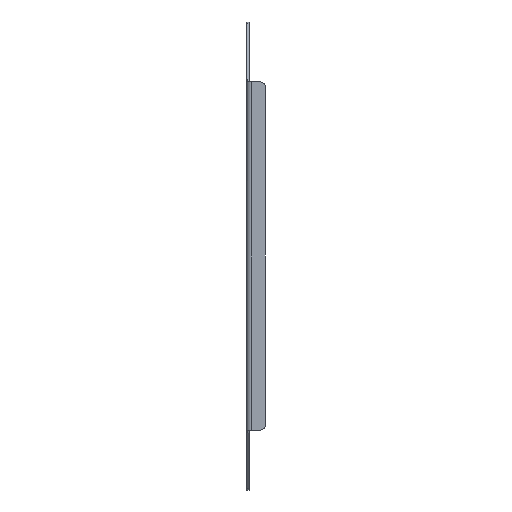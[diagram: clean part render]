
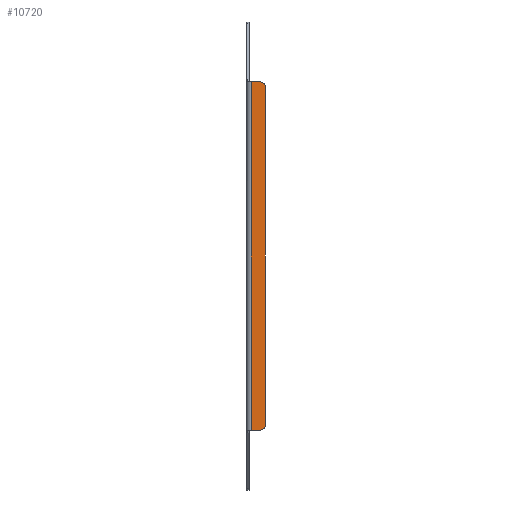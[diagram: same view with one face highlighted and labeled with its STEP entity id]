
A CAD part, left-side view. The second image highlights one B-rep face of the part: STEP entity #10720.
In plain terms, the highlighted planar face has unit normal (-1, 0, 0).
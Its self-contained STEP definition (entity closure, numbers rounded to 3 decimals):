
#93 = LINE ( 'NONE', #10309, #1228 ) ;
#425 = DIRECTION ( 'NONE',  ( 0., 0., 1. ) ) ;
#547 = CARTESIAN_POINT ( 'NONE',  ( -74.876, -8.626, 90. ) ) ;
#917 = CARTESIAN_POINT ( 'NONE',  ( -74.876, -8.626, -90. ) ) ;
#953 = EDGE_CURVE ( 'NONE', #2116, #9001, #4216, .T. ) ;
#1228 = VECTOR ( 'NONE', #5557, 1000. ) ;
#1255 = CARTESIAN_POINT ( 'NONE',  ( -74.876, -5.626, 90. ) ) ;
#1760 = ORIENTED_EDGE ( 'NONE', *, *, #8811, .T. ) ;
#1858 = DIRECTION ( 'NONE',  ( 0., 0., 1. ) ) ;
#2077 = DIRECTION ( 'NONE',  ( -1., 0., 0. ) ) ;
#2116 = VERTEX_POINT ( 'NONE', #9506 ) ;
#2193 = DIRECTION ( 'NONE',  ( 0., 0., 1. ) ) ;
#2200 = FACE_OUTER_BOUND ( 'NONE', #9409, .T. ) ;
#2690 = EDGE_CURVE ( 'NONE', #5709, #2116, #2810, .T. ) ;
#2810 = LINE ( 'NONE', #4901, #14593 ) ;
#3180 = ORIENTED_EDGE ( 'NONE', *, *, #8749, .T. ) ;
#3226 = CARTESIAN_POINT ( 'NONE',  ( -74.876, -5.626, 93. ) ) ;
#3361 = CARTESIAN_POINT ( 'NONE',  ( -74.876, -5.626, -90. ) ) ;
#4072 = DIRECTION ( 'NONE',  ( -1., 0., 0. ) ) ;
#4174 = VERTEX_POINT ( 'NONE', #12178 ) ;
#4216 = CIRCLE ( 'NONE', #9871, 3. ) ;
#4452 = VECTOR ( 'NONE', #10934, 1000. ) ;
#4643 = AXIS2_PLACEMENT_3D ( 'NONE', #12655, #4072, #425 ) ;
#4901 = CARTESIAN_POINT ( 'NONE',  ( -74.876, -5.626, -93. ) ) ;
#4993 = VECTOR ( 'NONE', #1858, 1000. ) ;
#5353 = LINE ( 'NONE', #6734, #4993 ) ;
#5429 = EDGE_CURVE ( 'NONE', #5709, #4174, #7665, .T. ) ;
#5490 = CARTESIAN_POINT ( 'NONE',  ( -74.876, -1., -93. ) ) ;
#5557 = DIRECTION ( 'NONE',  ( 0., 1., 0. ) ) ;
#5709 = VERTEX_POINT ( 'NONE', #5490 ) ;
#6145 = EDGE_CURVE ( 'NONE', #13158, #4174, #93, .T. ) ;
#6734 = CARTESIAN_POINT ( 'NONE',  ( -74.876, -8.626, 90. ) ) ;
#7275 = ORIENTED_EDGE ( 'NONE', *, *, #953, .T. ) ;
#7421 = ORIENTED_EDGE ( 'NONE', *, *, #6145, .T. ) ;
#7665 = LINE ( 'NONE', #14292, #4452 ) ;
#8497 = DIRECTION ( 'NONE',  ( 1., 0., 0. ) ) ;
#8749 = EDGE_CURVE ( 'NONE', #12486, #13158, #13516, .T. ) ;
#8811 = EDGE_CURVE ( 'NONE', #9001, #12486, #5353, .T. ) ;
#9001 = VERTEX_POINT ( 'NONE', #917 ) ;
#9409 = EDGE_LOOP ( 'NONE', ( #11918, #15180, #7275, #1760, #3180, #7421 ) ) ;
#9506 = CARTESIAN_POINT ( 'NONE',  ( -74.876, -5.626, -93. ) ) ;
#9664 = PLANE ( 'NONE',  #11643 ) ;
#9871 = AXIS2_PLACEMENT_3D ( 'NONE', #3361, #2077, #2193 ) ;
#10309 = CARTESIAN_POINT ( 'NONE',  ( -74.876, -5.626, 93. ) ) ;
#10720 = ADVANCED_FACE ( 'NONE', ( #2200 ), #9664, .F. ) ;
#10934 = DIRECTION ( 'NONE',  ( 0., 0., 1. ) ) ;
#11643 = AXIS2_PLACEMENT_3D ( 'NONE', #1255, #8497, #15707 ) ;
#11918 = ORIENTED_EDGE ( 'NONE', *, *, #5429, .F. ) ;
#12178 = CARTESIAN_POINT ( 'NONE',  ( -74.876, -1., 93. ) ) ;
#12486 = VERTEX_POINT ( 'NONE', #547 ) ;
#12655 = CARTESIAN_POINT ( 'NONE',  ( -74.876, -5.626, 90. ) ) ;
#13158 = VERTEX_POINT ( 'NONE', #3226 ) ;
#13374 = DIRECTION ( 'NONE',  ( 0., -1., 0. ) ) ;
#13516 = CIRCLE ( 'NONE', #4643, 3. ) ;
#14292 = CARTESIAN_POINT ( 'NONE',  ( -74.876, -1., 90. ) ) ;
#14593 = VECTOR ( 'NONE', #13374, 1000. ) ;
#15180 = ORIENTED_EDGE ( 'NONE', *, *, #2690, .T. ) ;
#15707 = DIRECTION ( 'NONE',  ( 0., 0., -1. ) ) ;
